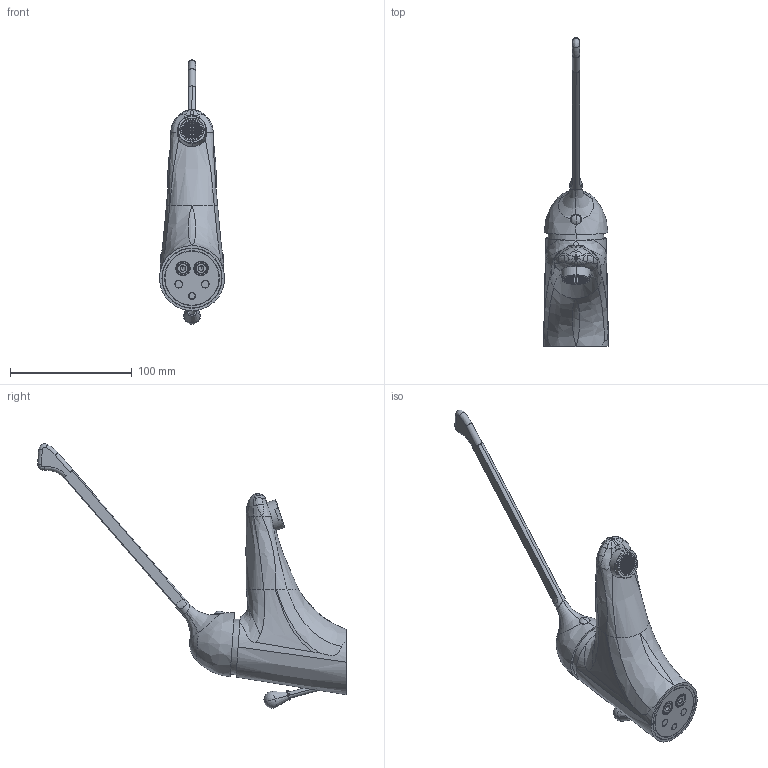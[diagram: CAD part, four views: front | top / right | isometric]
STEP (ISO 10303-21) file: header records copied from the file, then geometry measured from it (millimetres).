
FILE_DESCRIPTION((''),'2;1');
FILE_NAME('DU305CR','2021-11-09T13:52:02',('ut3'),('PAFFONI SpA'),'CREO PARAMETRIC BY PTC INC, 2020044','CREO PARAMETRIC BY PTC INC, 2020044','');
FILE_SCHEMA(('CONFIG_CONTROL_DESIGN','SHAPE_APPEARANCE_LAYERS_GROUPS'));
Products named in the file (1): DU305CR
Bounding box: 53.5 x 253.91 x 217.39 mm (x, y, z)
Volume: 317777.6 mm3; surface area: 89394.6 mm2
Topology: 6 solids, 6 shells, 2658 faces, 7625 edges, 4953 vertices
Faces by surface type: plane 1975, cylinder 365, torus 129, bspline 84, cone 74, sphere 27, extrusion 4
Entity records: 107496 total; most frequent: CARTESIAN_POINT 27343, ORIENTED_EDGE 15198, DIRECTION 14181, EDGE_CURVE 7599, VERTEX_POINT 4953, VECTOR 4879, LINE 4875, AXIS2_PLACEMENT_3D 4651
